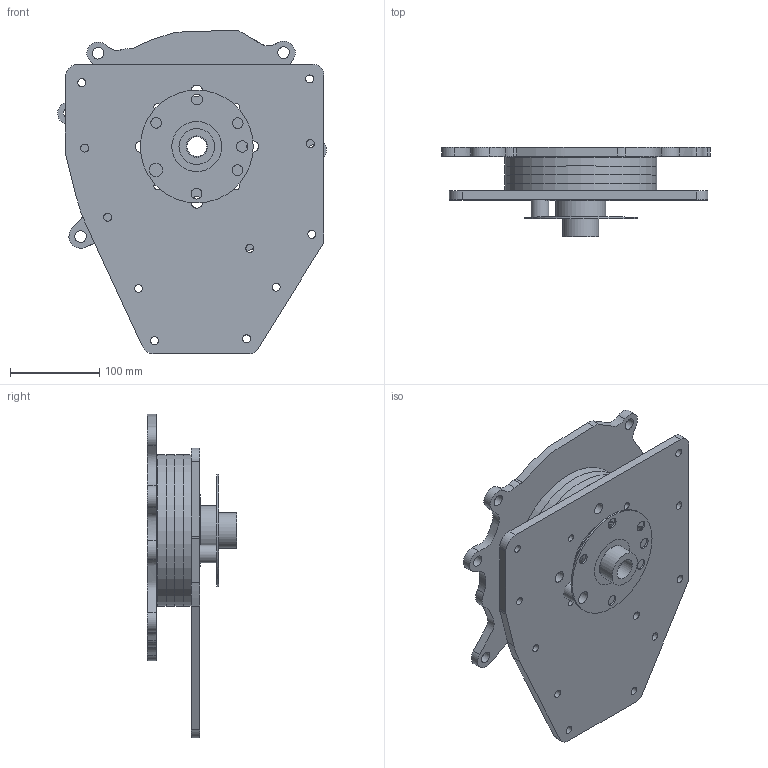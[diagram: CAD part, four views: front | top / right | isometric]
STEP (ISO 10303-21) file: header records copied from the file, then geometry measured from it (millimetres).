
FILE_DESCRIPTION(/* description */ ('','CAx-IF Rec.Pracs.---Representation and Presentation of Product Manufacturing Information (PMI)---4.0---2014-10-13'),/* implementation_level */ '2;1');
FILE_NAME(/* name */ 'Leyland 255 - Leaf gen 1 motor adaptor plates.step',/* time_stamp */ '2024-12-05T23:19:28Z',/* author */ (''),/* organization */ (''),/* preprocessor_version */ 'ST-DEVELOPER v20',/* originating_system */ 'Autodesk Translation Framework v13.20.0.188',/* authorisation */ '');
FILE_SCHEMA (('AP242_MANAGED_MODEL_BASED_3D_ENGINEERING_MIM_LF { 1 0 10303 442 1 1 4 }'));
Length unit declared in the file: millimetre
Products named in the file (8): leyland plate bolt pattern mrk 2; SKF_7208 BEP; SKF_7208 BEP_PART3; SKF_7208 BEP_PART2; SKF_7208 BEP_PART1; Leyland Lead adaptor shaft; EM61 Motor Plate; flywheel bolt pattern
Assembly tree (19 placements, depth 3):
  leyland plate bolt pattern mrk 2
    SKF_7208 BEP
      SKF_7208 BEP_PART3  x13
      SKF_7208 BEP_PART2
      SKF_7208 BEP_PART1
    Leyland Lead adaptor shaft
    EM61 Motor Plate
    flywheel bolt pattern
Bounding box: 301.32 x 100 x 362.7 mm (x, y, z)
Volume: 2096682.4 mm3; surface area: 542455.1 mm2
Topology: 11 solids, 11 shells, 171 faces, 429 edges, 283 vertices
Faces by surface type: cylinder 120, plane 32, bspline 11, torus 7, cone 1
Full cylindrical faces by diameter (mm): 8 x24, 9 x11, 12 x5, 12.7 x1, 13 x30, 14.5 x1, 20 x1, 22.07 x1, 24 x1, 39.5 x1, 40 x3, 48.05 x1, 56.07 x2, 65 x1, 65.55 x1, 72.86 x1, 73.66 x1, 80 x5, 80.1 x1, 126.5 x1, 170 x4
Entity records: 9115 total; most frequent: CARTESIAN_POINT 4158, DIRECTION 1037, ORIENTED_EDGE 858, AXIS2_PLACEMENT_3D 442, EDGE_CURVE 429, EDGE_LOOP 340, VERTEX_POINT 283, CIRCLE 254
